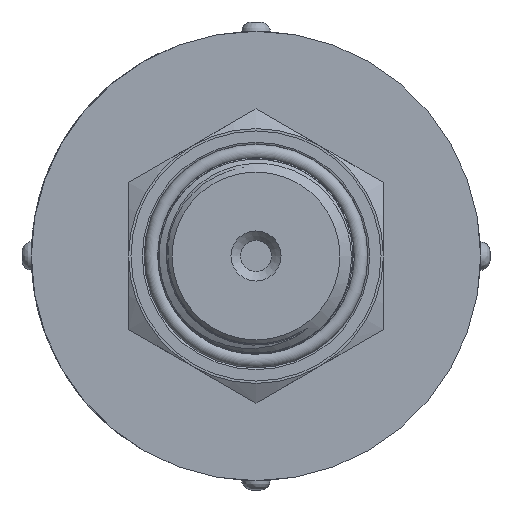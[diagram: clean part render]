
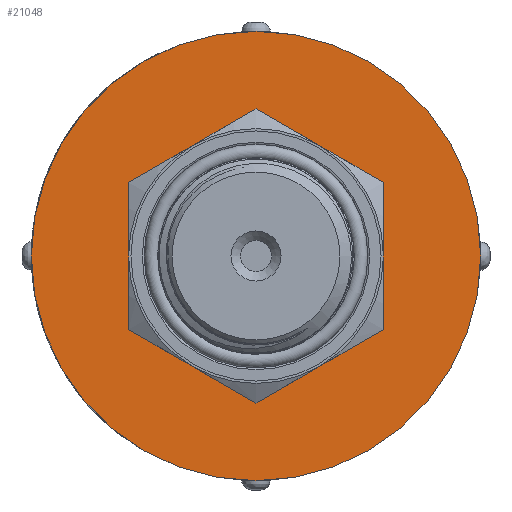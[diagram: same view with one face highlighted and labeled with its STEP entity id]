
A CAD part, left-side view. The second image highlights one B-rep face of the part: STEP entity #21048.
In plain terms, the highlighted face is planar.
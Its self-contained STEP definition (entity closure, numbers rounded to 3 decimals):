
#172=FACE_BOUND('',#2667,.T.);
#925=PLANE('',#22459);
#1429=FACE_OUTER_BOUND('',#2666,.T.);
#2666=EDGE_LOOP('',(#14796));
#2667=EDGE_LOOP('',(#14797));
#3941=CIRCLE('',#22458,13.25);
#3942=CIRCLE('',#22460,23.813);
#8804=VERTEX_POINT('',#35513);
#8805=VERTEX_POINT('',#35517);
#11128=EDGE_CURVE('',#8804,#8804,#3941,.T.);
#11129=EDGE_CURVE('',#8805,#8805,#3942,.T.);
#14796=ORIENTED_EDGE('',*,*,#11129,.F.);
#14797=ORIENTED_EDGE('',*,*,#11128,.T.);
#21048=ADVANCED_FACE('',(#1429,#172),#925,.T.);
#22458=AXIS2_PLACEMENT_3D('',#35515,#23960,#23961);
#22459=AXIS2_PLACEMENT_3D('',#35516,#23962,#23963);
#22460=AXIS2_PLACEMENT_3D('',#35518,#23964,#23965);
#23960=DIRECTION('center_axis',(-1.,0.,0.));
#23961=DIRECTION('ref_axis',(0.,0.,
1.));
#23962=DIRECTION('center_axis',(1.,0.,0.));
#23963=DIRECTION('ref_axis',(0.,0.,
-1.));
#23964=DIRECTION('center_axis',(-1.,0.,0.));
#23965=DIRECTION('ref_axis',(0.,0.,
1.));
#35513=CARTESIAN_POINT('',(34.,-13.25,0.));
#35515=CARTESIAN_POINT('Origin',(34.,0.,0.));
#35516=CARTESIAN_POINT('Origin',(34.,23.813,0.));
#35517=CARTESIAN_POINT('',(34.,-23.813,0.));
#35518=CARTESIAN_POINT('Origin',(34.,0.,0.));
